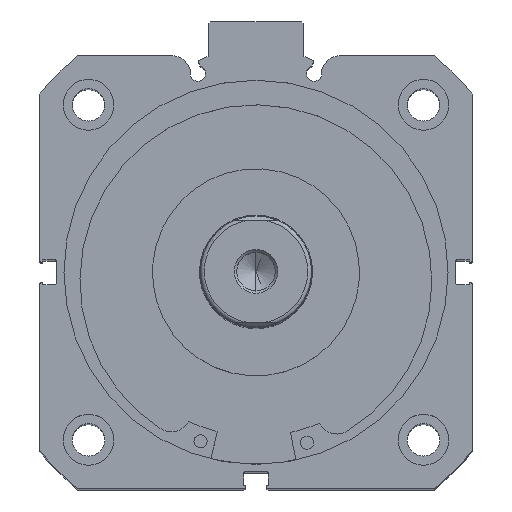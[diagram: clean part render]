
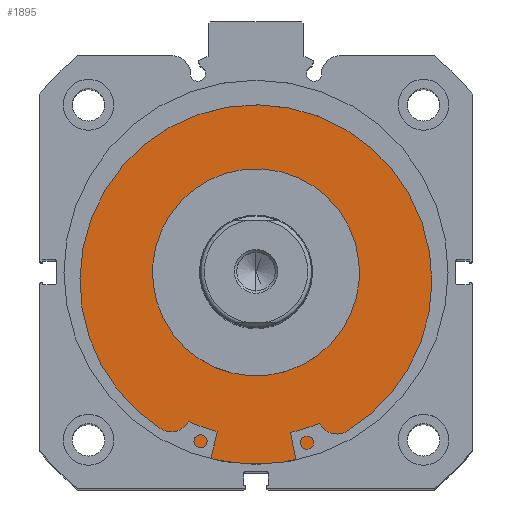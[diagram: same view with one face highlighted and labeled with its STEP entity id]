
A CAD part, top view. The second image highlights one B-rep face of the part: STEP entity #1895.
In plain terms, the highlighted face is planar.
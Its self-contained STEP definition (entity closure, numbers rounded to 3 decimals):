
#332 = VERTEX_POINT ( 'NONE', #5347 ) ;
#335 = VERTEX_POINT ( 'NONE', #5341 ) ;
#346 = VERTEX_POINT ( 'NONE', #5323 ) ;
#354 = VERTEX_POINT ( 'NONE', #5314 ) ;
#741 = EDGE_LOOP ( 'NONE', ( #2325, #2324 ) ) ;
#742 = EDGE_LOOP ( 'NONE', ( #2323, #2322 ) ) ;
#865 = EDGE_CURVE ( 'NONE', #354, #335, #2788, .T. ) ;
#875 = EDGE_CURVE ( 'NONE', #346, #332, #2802, .T. ) ;
#931 = EDGE_CURVE ( 'NONE', #335, #354, #2886, .T. ) ;
#932 = EDGE_CURVE ( 'NONE', #332, #346, #2888, .T. ) ;
#1393 = AXIS2_PLACEMENT_3D ( 'NONE', #5070, #5060, #5059 ) ;
#1402 = AXIS2_PLACEMENT_3D ( 'NONE', #5041, #5020, #5019 ) ;
#1428 = AXIS2_PLACEMENT_3D ( 'NONE', #4827, #4825, #4824 ) ;
#1429 = AXIS2_PLACEMENT_3D ( 'NONE', #4830, #4822, #4821 ) ;
#1895 = ADVANCED_FACE ( 'NONE', ( #3880, #3894 ), #6237, .F. ) ;
#2322 = ORIENTED_EDGE ( 'NONE', *, *, #931, .T. ) ;
#2323 = ORIENTED_EDGE ( 'NONE', *, *, #865, .T. ) ;
#2324 = ORIENTED_EDGE ( 'NONE', *, *, #932, .F. ) ;
#2325 = ORIENTED_EDGE ( 'NONE', *, *, #875, .F. ) ;
#2788 = CIRCLE ( 'NONE', #1393, 51. ) ;
#2802 = CIRCLE ( 'NONE', #1402, 27.5 ) ;
#2886 = CIRCLE ( 'NONE', #1428, 51. ) ;
#2888 = CIRCLE ( 'NONE', #1429, 27.5 ) ;
#3880 = FACE_BOUND ( 'NONE', #741, .T. ) ;
#3894 = FACE_OUTER_BOUND ( 'NONE', #742, .T. ) ;
#4821 = DIRECTION ( 'NONE',  ( 0., 0., 1. ) ) ;
#4822 = DIRECTION ( 'NONE',  ( -1., 0., 0. ) ) ;
#4824 = DIRECTION ( 'NONE',  ( 0., 0., 1. ) ) ;
#4825 = DIRECTION ( 'NONE',  ( -1., 0., 0. ) ) ;
#4827 = CARTESIAN_POINT ( 'NONE',  ( 5.5, 0., 0. ) ) ;
#4830 = CARTESIAN_POINT ( 'NONE',  ( 5.5, 0., 0. ) ) ;
#5019 = DIRECTION ( 'NONE',  ( 0., 0., 1. ) ) ;
#5020 = DIRECTION ( 'NONE',  ( -1., 0., 0. ) ) ;
#5041 = CARTESIAN_POINT ( 'NONE',  ( 5.5, 0., 0. ) ) ;
#5059 = DIRECTION ( 'NONE',  ( 0., 0., 1. ) ) ;
#5060 = DIRECTION ( 'NONE',  ( -1., 0., 0. ) ) ;
#5070 = CARTESIAN_POINT ( 'NONE',  ( 5.5, 0., 0. ) ) ;
#5314 = CARTESIAN_POINT ( 'NONE',  ( 5.5, 0., 51. ) ) ;
#5323 = CARTESIAN_POINT ( 'NONE',  ( 5.5, 0., 27.5 ) ) ;
#5341 = CARTESIAN_POINT ( 'NONE',  ( 5.5, 0., -51. ) ) ;
#5347 = CARTESIAN_POINT ( 'NONE',  ( 5.5, 0., -27.5 ) ) ;
#6236 = CARTESIAN_POINT ( 'NONE',  ( 5.5, 51., 0. ) ) ;
#6237 = PLANE ( 'NONE',  #6753 ) ;
#6238 = DIRECTION ( 'NONE',  ( 1., 0., 0. ) ) ;
#6239 = DIRECTION ( 'NONE',  ( 0., 0., -1. ) ) ;
#6753 = AXIS2_PLACEMENT_3D ( 'NONE', #6236, #6238, #6239 ) ;
